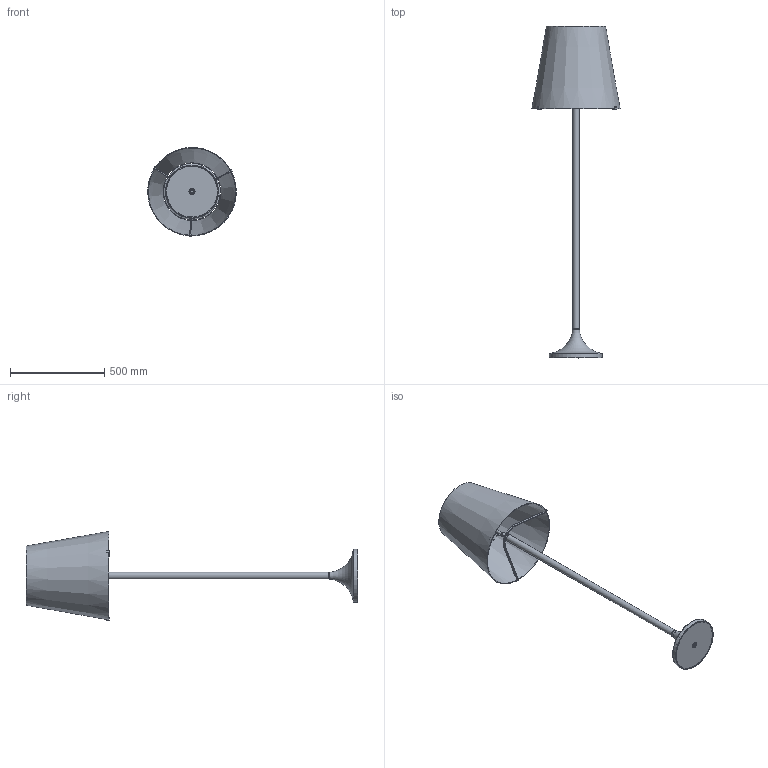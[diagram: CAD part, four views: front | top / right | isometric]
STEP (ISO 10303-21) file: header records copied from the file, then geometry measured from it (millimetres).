
FILE_DESCRIPTION(/* description */ (''),/* implementation_level */ '2;1');
FILE_NAME(/* name */ 'F248225150BINE.stp',/* time_stamp */ '2020-01-15T11:32:25+01:00',/* author */ ('sghezzi'),/* organization */ (''),/* preprocessor_version */ 'ST-DEVELOPER v17.2',/* originating_system */ 'Autodesk Inventor 2019',/* authorisation */ '');
FILE_SCHEMA (('AUTOMOTIVE_DESIGN { 1 0 10303 214 3 1 1 }'));
Length unit declared in the file: millimetre
Products named in the file (24): AssiemelUMEN; base lumen modifica; stelo Lumen modificata; 007248204 ; 010007100; 007185316; 007185346; 066005100_Raccordo_M10x1 _M13x1_M45041100; 006600068; 030000016; 020006001; 010007200; 064002000; 054027001PL_E27_PRi_DB-270-F-N-F_C-foro_laterale; 058005000; 005278000; 030000017; 007185327; 007248201; 007248206; 007248200; Disco superiore D270 H8 c-foro D30; Disco inferiore D250 H5 c-foro D14; 007248207
Assembly tree (26 placements, depth 3):
  AssiemelUMEN
    base lumen modifica
    stelo Lumen modificata
    007248204 
    010007100
    007185316
    007185346
    066005100_Raccordo_M10x1 _M13x1_M45041100
    006600068
    030000016
    020006001
    010007200
    064002000
    054027001PL_E27_PRi_DB-270-F-N-F_C-foro_laterale
    058005000
    005278000  x4
    030000017
    007185327
    007248201
    007248206
    007248200
      Disco superiore D270 H8 c-foro D30
      Disco inferiore D250 H5 c-foro D14
    007248207
Bounding box: 469.17 x 1762.59 x 472.82 mm (x, y, z)
Volume: 3320934.3 mm3; surface area: 2432624 mm2
Topology: 32 solids, 32 shells, 423 faces, 1171 edges, 850 vertices
Faces by surface type: plane 230, cylinder 148, torus 29, cone 10, bspline 6
Full cylindrical faces by diameter (mm): 2.55 x2, 3 x6, 8.5 x1, 9 x1, 10 x10, 10.5 x1, 11.92 x1, 12 x1, 12.5 x2, 12.6 x1, 13 x7, 13.5 x2, 14 x1, 20 x7, 21 x1, 22 x1, 24 x1, 25 x7, 26.4 x1, 27.2 x2, 30 x1, 31.5 x3, 32 x1, 33.2 x1, 34 x5, 35 x7, 35.2 x1, 38 x4, 40 x2, 41.5 x1
Entity records: 15158 total; most frequent: CARTESIAN_POINT 3855, DIRECTION 2315, ORIENTED_EDGE 2102, EDGE_CURVE 1051, AXIS2_PLACEMENT_3D 911, VERTEX_POINT 730, LINE 493, VECTOR 493
